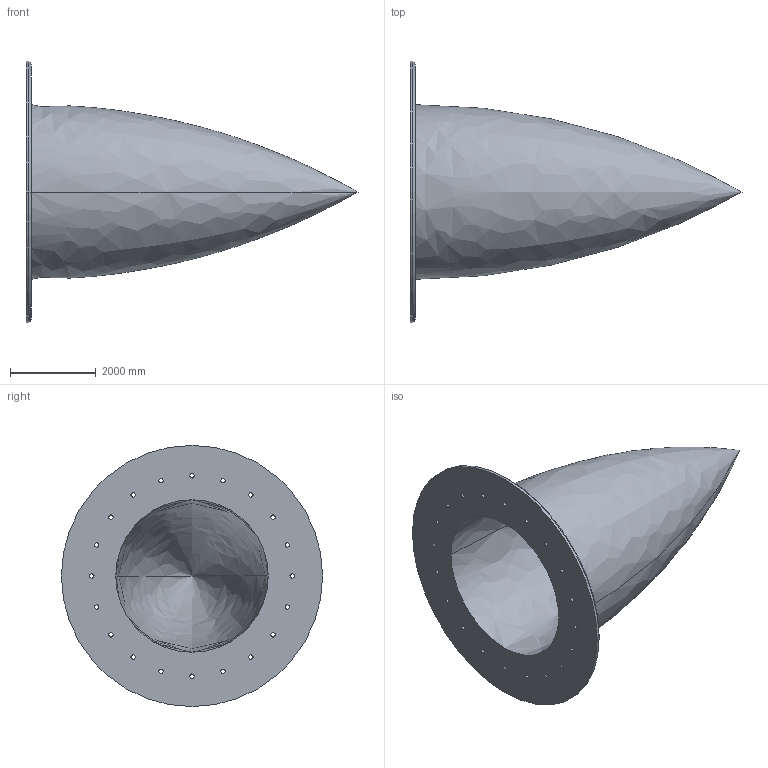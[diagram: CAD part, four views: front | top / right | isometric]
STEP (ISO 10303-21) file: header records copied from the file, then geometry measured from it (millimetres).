
FILE_DESCRIPTION((''),'2;1');
FILE_NAME('END_CONE','2023-11-27T12:27:07',('Pebblin'),(''),'CREO PARAMETRIC BY PTC INC, 2023073','CREO PARAMETRIC BY PTC INC, 2023073','');
FILE_SCHEMA(('CONFIG_CONTROL_DESIGN'));
Length unit declared in the file: inch
Products named in the file (1): END_CONE
Bounding box: 7747 x 6096 x 6096 mm (x, y, z)
Volume: 18172424410.7 mm3; surface area: 161676617.3 mm2
Topology: 1 solids, 1 shells, 50 faces, 142 edges, 92 vertices
Faces by surface type: cylinder 42, bspline 4, plane 2, cone 2
Entity records: 1868 total; most frequent: CARTESIAN_POINT 388, DIRECTION 324, ORIENTED_EDGE 276, AXIS2_PLACEMENT_3D 140, EDGE_CURVE 138, CIRCLE 94, VERTEX_POINT 92, EDGE_LOOP 92
